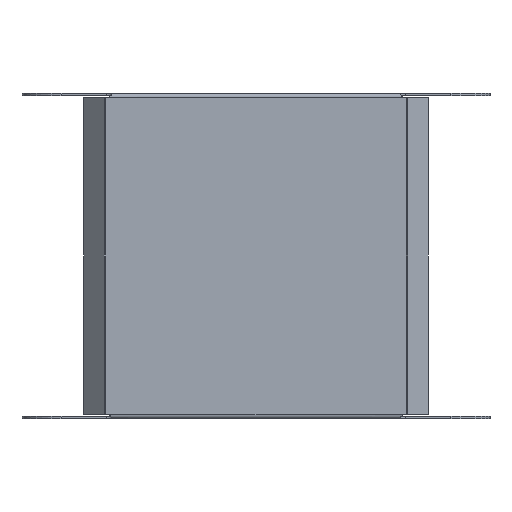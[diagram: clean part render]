
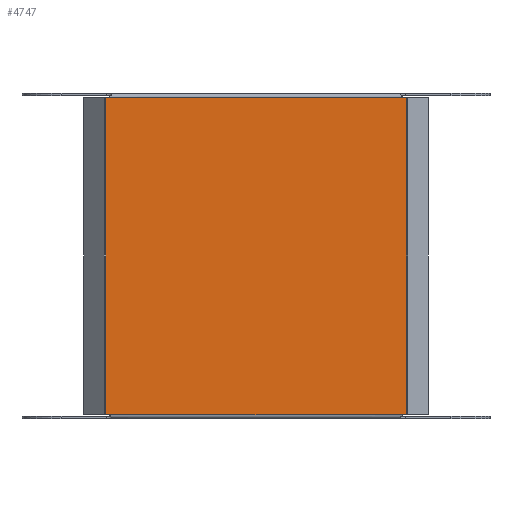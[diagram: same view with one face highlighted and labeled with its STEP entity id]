
A CAD part, front view. The second image highlights one B-rep face of the part: STEP entity #4747.
In plain terms, the highlighted planar face has unit normal (0, -1, 0).
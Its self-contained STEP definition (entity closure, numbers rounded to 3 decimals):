
#6 = VERTEX_POINT ( 'NONE', #3016 ) ;
#76 = DIRECTION ( 'NONE',  ( 0., 0., -1. ) ) ;
#99 = DIRECTION ( 'NONE',  ( 0., 0., -1. ) ) ;
#138 = VECTOR ( 'NONE', #4580, 1000. ) ;
#200 = DIRECTION ( 'NONE',  ( 0., 1., 0. ) ) ;
#214 = VECTOR ( 'NONE', #99, 1000. ) ;
#245 = CARTESIAN_POINT ( 'NONE',  ( 93.25, 0., -97.5 ) ) ;
#268 = LINE ( 'NONE', #2315, #214 ) ;
#287 = ORIENTED_EDGE ( 'NONE', *, *, #3926, .T. ) ;
#395 = CARTESIAN_POINT ( 'NONE',  ( -93.25, 0., -97.5 ) ) ;
#436 = CARTESIAN_POINT ( 'NONE',  ( -144., 0., 97.75 ) ) ;
#448 = VERTEX_POINT ( 'NONE', #2553 ) ;
#451 = AXIS2_PLACEMENT_3D ( 'NONE', #4079, #2538, #1067 ) ;
#461 = CARTESIAN_POINT ( 'NONE',  ( -102.907, 0., 97.5 ) ) ;
#495 = EDGE_CURVE ( 'NONE', #4024, #3113, #2854, .T. ) ;
#512 = VERTEX_POINT ( 'NONE', #3372 ) ;
#572 = CARTESIAN_POINT ( 'NONE',  ( -91.75, 0., -100.75 ) ) ;
#599 = CARTESIAN_POINT ( 'NONE',  ( -102.907, 0., 100. ) ) ;
#654 = AXIS2_PLACEMENT_3D ( 'NONE', #823, #1948, #76 ) ;
#687 = VERTEX_POINT ( 'NONE', #4582 ) ;
#749 = ORIENTED_EDGE ( 'NONE', *, *, #1502, .T. ) ;
#809 = LINE ( 'NONE', #3093, #2605 ) ;
#823 = CARTESIAN_POINT ( 'NONE',  ( 91.75, 0., -100.75 ) ) ;
#927 = LINE ( 'NONE', #2153, #4066 ) ;
#975 = EDGE_CURVE ( 'NONE', #512, #4095, #3715, .T. ) ;
#1039 = ORIENTED_EDGE ( 'NONE', *, *, #4493, .T. ) ;
#1067 = DIRECTION ( 'NONE',  ( 0., 0., -1. ) ) ;
#1077 = DIRECTION ( 'NONE',  ( -1., 0., 0. ) ) ;
#1178 = EDGE_LOOP ( 'NONE', ( #4794, #3238, #2935, #287, #1929, #2593, #3237, #749, #2287, #1039, #4025, #2626, #4516, #1249, #2249, #3053 ) ) ;
#1182 = DIRECTION ( 'NONE',  ( 1., 0., 0. ) ) ;
#1184 = EDGE_CURVE ( 'NONE', #4001, #1467, #3609, .T. ) ;
#1231 = LINE ( 'NONE', #436, #3380 ) ;
#1249 = ORIENTED_EDGE ( 'NONE', *, *, #1184, .F. ) ;
#1251 = DIRECTION ( 'NONE',  ( 1., 0., 0. ) ) ;
#1285 = CARTESIAN_POINT ( 'NONE',  ( -93.25, 0., 97.5 ) ) ;
#1309 = DIRECTION ( 'NONE',  ( 0., 0., -1. ) ) ;
#1310 = DIRECTION ( 'NONE',  ( 0., 0., -1. ) ) ;
#1341 = DIRECTION ( 'NONE',  ( 0., 0., 1. ) ) ;
#1354 = EDGE_CURVE ( 'NONE', #2484, #1440, #2962, .T. ) ;
#1355 = DIRECTION ( 'NONE',  ( 0., 1., 0. ) ) ;
#1440 = VERTEX_POINT ( 'NONE', #3768 ) ;
#1467 = VERTEX_POINT ( 'NONE', #3932 ) ;
#1497 = FACE_OUTER_BOUND ( 'NONE', #1178, .T. ) ;
#1502 = EDGE_CURVE ( 'NONE', #6, #448, #3882, .T. ) ;
#1534 = EDGE_CURVE ( 'NONE', #512, #4139, #809, .T. ) ;
#1623 = VECTOR ( 'NONE', #2810, 1000. ) ;
#1639 = CARTESIAN_POINT ( 'NONE',  ( -91.75, 0., -97.5 ) ) ;
#1871 = CARTESIAN_POINT ( 'NONE',  ( -144., 0., 97.5 ) ) ;
#1911 = CIRCLE ( 'NONE', #451, 3.25 ) ;
#1929 = ORIENTED_EDGE ( 'NONE', *, *, #2348, .F. ) ;
#1948 = DIRECTION ( 'NONE',  ( 0., 1., 0. ) ) ;
#1980 = VECTOR ( 'NONE', #3660, 1000. ) ;
#1986 = LINE ( 'NONE', #599, #2852 ) ;
#1995 = CARTESIAN_POINT ( 'NONE',  ( -93.25, 0., 97.5 ) ) ;
#2153 = CARTESIAN_POINT ( 'NONE',  ( -144., 0., -97.75 ) ) ;
#2249 = ORIENTED_EDGE ( 'NONE', *, *, #3222, .F. ) ;
#2287 = ORIENTED_EDGE ( 'NONE', *, *, #3342, .F. ) ;
#2315 = CARTESIAN_POINT ( 'NONE',  ( 102.907, 0., 100. ) ) ;
#2348 = EDGE_CURVE ( 'NONE', #1440, #3618, #268, .T. ) ;
#2367 = CARTESIAN_POINT ( 'NONE',  ( -91.75, 0., 97.5 ) ) ;
#2484 = VERTEX_POINT ( 'NONE', #2742 ) ;
#2538 = DIRECTION ( 'NONE',  ( 0., 1., 0. ) ) ;
#2553 = CARTESIAN_POINT ( 'NONE',  ( 90.5, 0., 97.75 ) ) ;
#2593 = ORIENTED_EDGE ( 'NONE', *, *, #1354, .F. ) ;
#2605 = VECTOR ( 'NONE', #3555, 1000. ) ;
#2626 = ORIENTED_EDGE ( 'NONE', *, *, #975, .T. ) ;
#2666 = LINE ( 'NONE', #2737, #138 ) ;
#2737 = CARTESIAN_POINT ( 'NONE',  ( -93.25, 0., -97.5 ) ) ;
#2742 = CARTESIAN_POINT ( 'NONE',  ( 93.25, 0., 97.5 ) ) ;
#2781 = CARTESIAN_POINT ( 'NONE',  ( 91.75, 0., -97.5 ) ) ;
#2810 = DIRECTION ( 'NONE',  ( 1., 0., 0. ) ) ;
#2852 = VECTOR ( 'NONE', #1341, 1000. ) ;
#2854 = CIRCLE ( 'NONE', #654, 3.25 ) ;
#2915 = LINE ( 'NONE', #1285, #4128 ) ;
#2935 = ORIENTED_EDGE ( 'NONE', *, *, #4577, .F. ) ;
#2962 = LINE ( 'NONE', #1871, #1980 ) ;
#3016 = CARTESIAN_POINT ( 'NONE',  ( 91.75, 0., 97.5 ) ) ;
#3053 = ORIENTED_EDGE ( 'NONE', *, *, #3628, .T. ) ;
#3093 = CARTESIAN_POINT ( 'NONE',  ( -93.25, 0., 97.5 ) ) ;
#3113 = VERTEX_POINT ( 'NONE', #2781 ) ;
#3143 = CARTESIAN_POINT ( 'NONE',  ( -144., 0., 100. ) ) ;
#3144 = DIRECTION ( 'NONE',  ( -1., 0., 0. ) ) ;
#3222 = EDGE_CURVE ( 'NONE', #4624, #4001, #4427, .T. ) ;
#3237 = ORIENTED_EDGE ( 'NONE', *, *, #3708, .F. ) ;
#3238 = ORIENTED_EDGE ( 'NONE', *, *, #495, .T. ) ;
#3242 = CARTESIAN_POINT ( 'NONE',  ( -144., 0., -97.5 ) ) ;
#3342 = EDGE_CURVE ( 'NONE', #4271, #448, #1231, .T. ) ;
#3353 = CARTESIAN_POINT ( 'NONE',  ( -93.25, 0., -97.5 ) ) ;
#3363 = CARTESIAN_POINT ( 'NONE',  ( 90.5, 0., -97.75 ) ) ;
#3372 = CARTESIAN_POINT ( 'NONE',  ( -93.25, 0., 97.5 ) ) ;
#3380 = VECTOR ( 'NONE', #1182, 1000. ) ;
#3471 = EDGE_CURVE ( 'NONE', #1467, #4095, #1986, .T. ) ;
#3498 = VECTOR ( 'NONE', #1077, 1000. ) ;
#3501 = CARTESIAN_POINT ( 'NONE',  ( -90.5, 0., -97.75 ) ) ;
#3554 = PLANE ( 'NONE',  #4509 ) ;
#3555 = DIRECTION ( 'NONE',  ( 1., 0., 0. ) ) ;
#3587 = CARTESIAN_POINT ( 'NONE',  ( 91.75, 0., 100.75 ) ) ;
#3609 = LINE ( 'NONE', #3242, #4417 ) ;
#3618 = VERTEX_POINT ( 'NONE', #4510 ) ;
#3628 = EDGE_CURVE ( 'NONE', #4624, #4744, #4019, .T. ) ;
#3660 = DIRECTION ( 'NONE',  ( 1., 0., 0. ) ) ;
#3708 = EDGE_CURVE ( 'NONE', #6, #2484, #2915, .T. ) ;
#3715 = LINE ( 'NONE', #1995, #4473 ) ;
#3768 = CARTESIAN_POINT ( 'NONE',  ( 102.907, 0., 97.5 ) ) ;
#3774 = LINE ( 'NONE', #245, #1623 ) ;
#3792 = AXIS2_PLACEMENT_3D ( 'NONE', #572, #200, #4229 ) ;
#3849 = AXIS2_PLACEMENT_3D ( 'NONE', #3587, #1355, #1310 ) ;
#3882 = CIRCLE ( 'NONE', #3849, 3.25 ) ;
#3926 = EDGE_CURVE ( 'NONE', #687, #3618, #3774, .T. ) ;
#3932 = CARTESIAN_POINT ( 'NONE',  ( -102.907, 0., -97.5 ) ) ;
#4001 = VERTEX_POINT ( 'NONE', #395 ) ;
#4019 = CIRCLE ( 'NONE', #3792, 3.25 ) ;
#4024 = VERTEX_POINT ( 'NONE', #3363 ) ;
#4025 = ORIENTED_EDGE ( 'NONE', *, *, #1534, .F. ) ;
#4066 = VECTOR ( 'NONE', #4362, 1000. ) ;
#4079 = CARTESIAN_POINT ( 'NONE',  ( -91.75, 0., 100.75 ) ) ;
#4095 = VERTEX_POINT ( 'NONE', #461 ) ;
#4128 = VECTOR ( 'NONE', #1251, 1000. ) ;
#4139 = VERTEX_POINT ( 'NONE', #2367 ) ;
#4229 = DIRECTION ( 'NONE',  ( 0., 0., -1. ) ) ;
#4271 = VERTEX_POINT ( 'NONE', #4635 ) ;
#4344 = EDGE_CURVE ( 'NONE', #4744, #4024, #927, .T. ) ;
#4362 = DIRECTION ( 'NONE',  ( 1., 0., 0. ) ) ;
#4400 = DIRECTION ( 'NONE',  ( -1., 0., 0. ) ) ;
#4417 = VECTOR ( 'NONE', #4400, 1000. ) ;
#4427 = LINE ( 'NONE', #3353, #3498 ) ;
#4473 = VECTOR ( 'NONE', #3144, 1000. ) ;
#4493 = EDGE_CURVE ( 'NONE', #4271, #4139, #1911, .T. ) ;
#4509 = AXIS2_PLACEMENT_3D ( 'NONE', #3143, #4634, #1309 ) ;
#4510 = CARTESIAN_POINT ( 'NONE',  ( 102.907, 0., -97.5 ) ) ;
#4516 = ORIENTED_EDGE ( 'NONE', *, *, #3471, .F. ) ;
#4577 = EDGE_CURVE ( 'NONE', #687, #3113, #2666, .T. ) ;
#4580 = DIRECTION ( 'NONE',  ( -1., 0., 0. ) ) ;
#4582 = CARTESIAN_POINT ( 'NONE',  ( 93.25, 0., -97.5 ) ) ;
#4624 = VERTEX_POINT ( 'NONE', #1639 ) ;
#4634 = DIRECTION ( 'NONE',  ( 0., -1., 0. ) ) ;
#4635 = CARTESIAN_POINT ( 'NONE',  ( -90.5, 0., 97.75 ) ) ;
#4744 = VERTEX_POINT ( 'NONE', #3501 ) ;
#4747 = ADVANCED_FACE ( 'NONE', ( #1497 ), #3554, .T. ) ;
#4794 = ORIENTED_EDGE ( 'NONE', *, *, #4344, .T. ) ;
